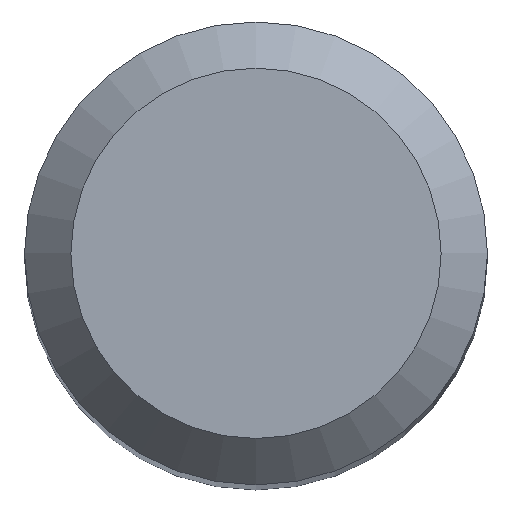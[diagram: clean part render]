
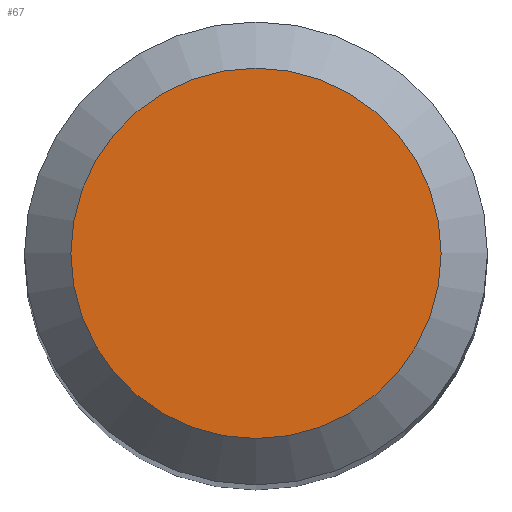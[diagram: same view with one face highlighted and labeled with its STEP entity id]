
A CAD part, top view. The second image highlights one B-rep face of the part: STEP entity #67.
In plain terms, the highlighted planar face has unit normal (0, 0, 1).
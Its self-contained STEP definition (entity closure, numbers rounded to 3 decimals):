
#38 = CARTESIAN_POINT ( 'NONE',  ( 0., 0., 57. ) ) ;
#41 = CARTESIAN_POINT ( 'NONE',  ( 0., 2.4, 57. ) ) ;
#67 = ADVANCED_FACE ( 'NONE', ( #79 ), #206, .F. ) ;
#72 = EDGE_LOOP ( 'NONE', ( #217 ) ) ;
#79 = FACE_OUTER_BOUND ( 'NONE', #72, .T. ) ;
#104 = AXIS2_PLACEMENT_3D ( 'NONE', #38, #193, #234 ) ;
#109 = DIRECTION ( 'NONE',  ( 0., 1., 0. ) ) ;
#121 = CARTESIAN_POINT ( 'NONE',  ( 0., 0., 57. ) ) ;
#157 = AXIS2_PLACEMENT_3D ( 'NONE', #121, #198, #109 ) ;
#169 = CIRCLE ( 'NONE', #157, 2.4 ) ;
#172 = EDGE_CURVE ( 'NONE', #211, #211, #169, .T. ) ;
#193 = DIRECTION ( 'NONE',  ( 0., 0., -1. ) ) ;
#198 = DIRECTION ( 'NONE',  ( 0., 0., -1. ) ) ;
#206 = PLANE ( 'NONE',  #104 ) ;
#211 = VERTEX_POINT ( 'NONE', #41 ) ;
#217 = ORIENTED_EDGE ( 'NONE', *, *, #172, .F. ) ;
#234 = DIRECTION ( 'NONE',  ( 0., 1., 0. ) ) ;
